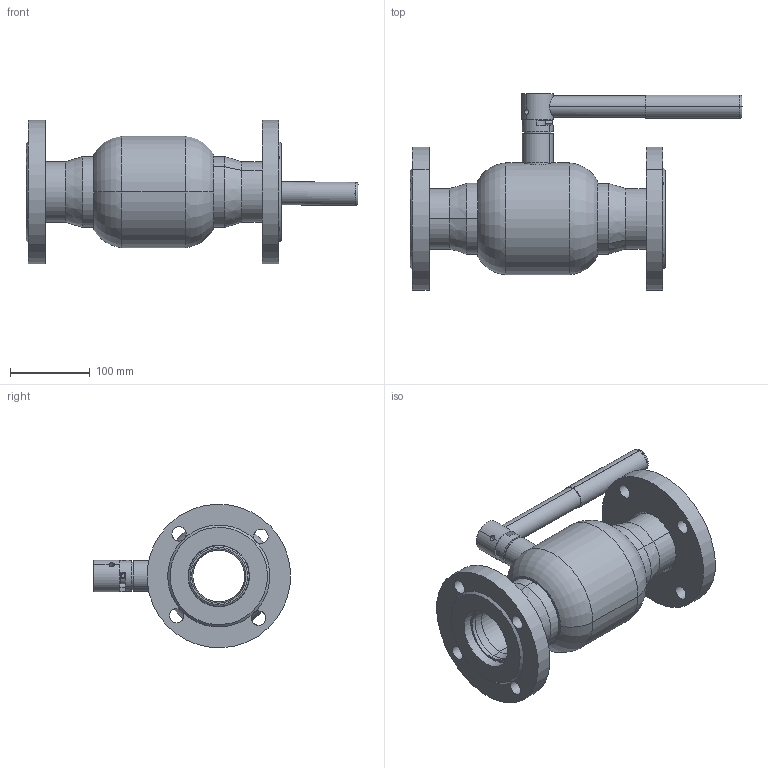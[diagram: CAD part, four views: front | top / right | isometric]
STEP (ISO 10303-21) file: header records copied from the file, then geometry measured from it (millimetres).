
FILE_DESCRIPTION (( 'STEP AP214' ), '1' );
FILE_NAME ('DN65籵噤楊擘爾諉⑩概.STEP', '2026-03-20T05:27:09', ( '' ), ( '' ), 'SwSTEP 2.0', 'SolidWorks 2022', '' );
FILE_SCHEMA (( 'AUTOMOTIVE_DESIGN' ));
Length unit declared in the file: millimetre
Products named in the file (9): Q61F-80-17球阀把手_默认<按加工>; DN65籵噤楊擘爾諉⑩概; Q61F-80-16詩种; Q61F-80-3概裝; Q61F-80-1概极樓馱; 80參杶; Q61F-80-5粣杶; 65籵噤傻諉(1) - 帤蜊埻; 65塘梓16鼠踝
Assembly tree (10 placements, depth 2):
  DN65籵噤楊擘爾諉⑩概
    Q61F-80-1概极樓馱
    Q61F-80-5粣杶
    65籵噤傻諉(1) - 帤蜊埻  x2
    Q61F-80-3概裝
    Q61F-80-16詩种
    Q61F-80-17球阀把手_默认<按加工>
    80參杶
    65塘梓16鼠踝  x2
Bounding box: 416.1 x 246.85 x 179.7 mm (x, y, z)
Volume: 1772433.5 mm3; surface area: 461741.5 mm2
Topology: 11 solids, 11 shells, 212 faces, 499 edges, 308 vertices
Faces by surface type: cylinder 103, plane 59, cone 30, torus 20
Entity records: 6061 total; most frequent: CARTESIAN_POINT 1600, DIRECTION 929, ORIENTED_EDGE 786, EDGE_CURVE 393, AXIS2_PLACEMENT_3D 385, VERTEX_POINT 244, CIRCLE 204, EDGE_LOOP 197
